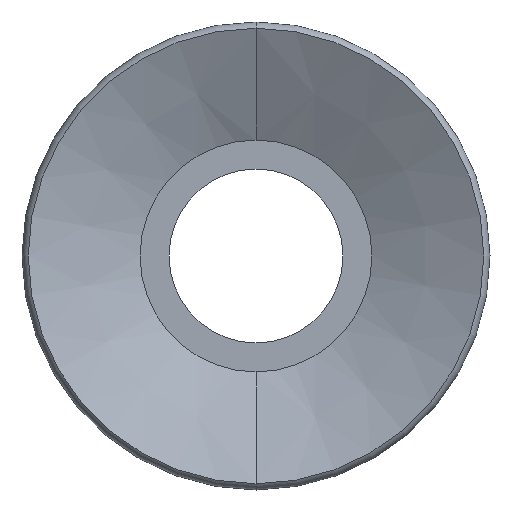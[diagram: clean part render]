
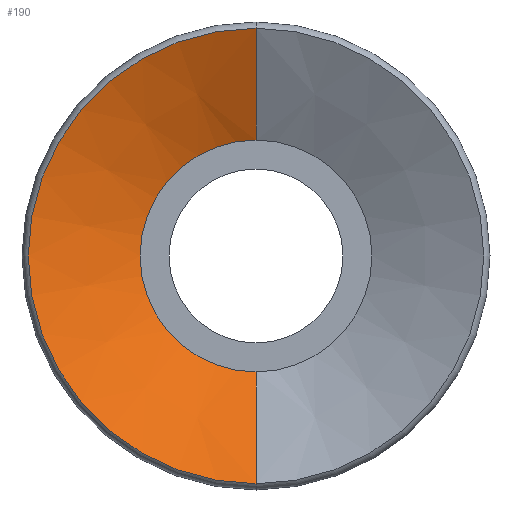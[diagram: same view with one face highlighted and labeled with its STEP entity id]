
A CAD part, front view. The second image highlights one B-rep face of the part: STEP entity #190.
In plain terms, the highlighted conical face has half-angle 63.967 degrees and reference radius 8.667 mm.
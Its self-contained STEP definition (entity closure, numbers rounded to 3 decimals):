
#190=ADVANCED_FACE('',(#470),#471,.F.);
#470=FACE_OUTER_BOUND('',#846,.T.);
#471=CONICAL_SURFACE('',#847,8.667,1.116);
#846=EDGE_LOOP('',(#5168,#5169,#5170,#5171));
#847=AXIS2_PLACEMENT_3D('',#5172,#5173,#5174);
#5168=ORIENTED_EDGE('',*,*,#5963,.T.);
#5169=ORIENTED_EDGE('',*,*,#5964,.T.);
#5170=ORIENTED_EDGE('',*,*,#5965,.F.);
#5171=ORIENTED_EDGE('',*,*,#5966,.F.);
#5172=CARTESIAN_POINT('',(0.0,-38.387,0.0));
#5173=DIRECTION('',(0.0,-1.0,-0.0));
#5174=DIRECTION('',(0.0,0.0,-1.0));
#5963=EDGE_CURVE('',#6394,#6395,#6396,.T.);
#5964=EDGE_CURVE('',#6395,#6388,#6397,.T.);
#5965=EDGE_CURVE('',#6390,#6388,#6398,.T.);
#5966=EDGE_CURVE('',#6394,#6390,#6399,.T.);
#6388=VERTEX_POINT('',#6949);
#6390=VERTEX_POINT('',#6952);
#6394=VERTEX_POINT('',#6957);
#6395=VERTEX_POINT('',#6958);
#6396=CIRCLE('',#6959,8.667);
#6397=LINE('',#6960,#6961);
#6398=CIRCLE('',#6962,17.033);
#6399=LINE('',#6963,#6964);
#6949=CARTESIAN_POINT('',(0.,-42.474,17.033));
#6952=CARTESIAN_POINT('',(0.0,-42.474,-17.033));
#6957=CARTESIAN_POINT('',(0.,-38.387,-8.667));
#6958=CARTESIAN_POINT('',(0.0,-38.387,8.667));
#6959=AXIS2_PLACEMENT_3D('',#9212,#9213,#9214);
#6960=CARTESIAN_POINT('',(0.,-38.387,8.667));
#6961=VECTOR('',#9215,1000.0);
#6962=AXIS2_PLACEMENT_3D('',#9216,#9217,#9218);
#6963=CARTESIAN_POINT('',(0.0,-38.387,-8.667));
#6964=VECTOR('',#9219,1000.0);
#9212=CARTESIAN_POINT('',(0.0,-38.387,0.0));
#9213=DIRECTION('',(0.0,1.0,0.0));
#9214=DIRECTION('',(0.0,0.0,1.0));
#9215=DIRECTION('',(0.,-0.439,0.899));
#9216=CARTESIAN_POINT('',(0.0,-42.474,0.0));
#9217=DIRECTION('',(0.0,1.0,0.0));
#9218=DIRECTION('',(0.0,0.0,1.0));
#9219=DIRECTION('',(0.0,-0.439,-0.899));
